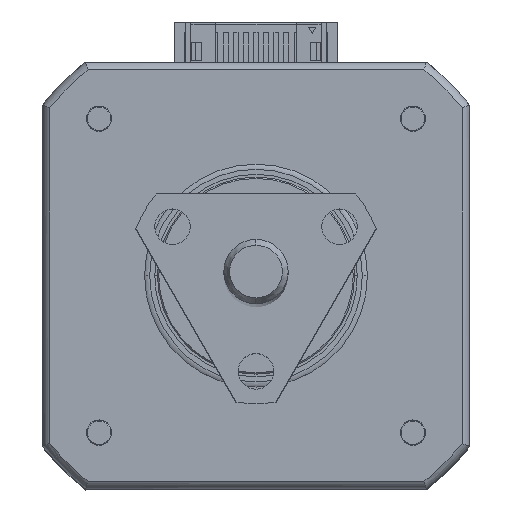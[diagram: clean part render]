
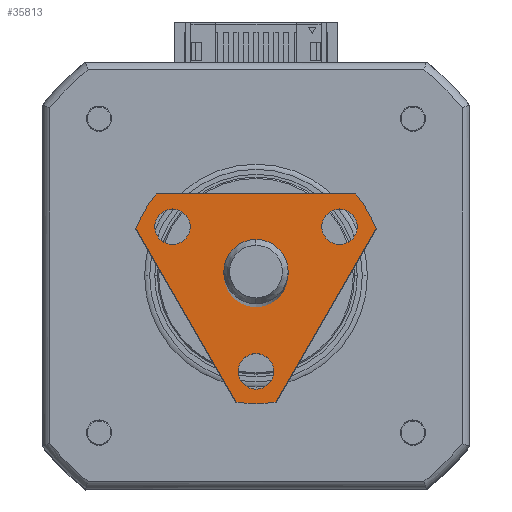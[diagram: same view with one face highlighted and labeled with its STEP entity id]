
A CAD part, top view. The second image highlights one B-rep face of the part: STEP entity #35813.
In plain terms, the highlighted planar face has unit normal (0, 0, 1).
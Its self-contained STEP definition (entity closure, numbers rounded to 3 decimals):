
#25 = ORIENTED_EDGE ( 'NONE', *, *, #21232, .F. ) ;
#86 = AXIS2_PLACEMENT_3D ( 'NONE', #21130, #1526, #23662 ) ;
#443 = DIRECTION ( 'NONE',  ( -1., 0., 0. ) ) ;
#645 = CARTESIAN_POINT ( 'NONE',  ( -3., 0., 34. ) ) ;
#758 = ORIENTED_EDGE ( 'NONE', *, *, #3228, .F. ) ;
#1526 = DIRECTION ( 'NONE',  ( 0., 0., 1. ) ) ;
#1568 = VECTOR ( 'NONE', #23510, 1000. ) ;
#1761 = VERTEX_POINT ( 'NONE', #10625 ) ;
#1871 = CIRCLE ( 'NONE', #12529, 12.7 ) ;
#2113 = ORIENTED_EDGE ( 'NONE', *, *, #2930, .F. ) ;
#2145 = DIRECTION ( 'NONE',  ( 0., 0., 1. ) ) ;
#2537 = EDGE_CURVE ( 'NONE', #24307, #32637, #29354, .T. ) ;
#2930 = EDGE_CURVE ( 'NONE', #32312, #10594, #10753, .T. ) ;
#2946 = VECTOR ( 'NONE', #32203, 1000. ) ;
#2964 = VERTEX_POINT ( 'NONE', #4152 ) ;
#3115 = EDGE_CURVE ( 'NONE', #13731, #27737, #31923, .T. ) ;
#3140 = EDGE_CURVE ( 'NONE', #32637, #24307, #23302, .T. ) ;
#3217 = VERTEX_POINT ( 'NONE', #31849 ) ;
#3228 = EDGE_CURVE ( 'NONE', #27046, #25622, #34487, .T. ) ;
#3536 = CARTESIAN_POINT ( 'NONE',  ( 0., 0., 34. ) ) ;
#3766 = VERTEX_POINT ( 'NONE', #9167 ) ;
#4152 = CARTESIAN_POINT ( 'NONE',  ( -3.012, 8.249, 34. ) ) ;
#4342 = CARTESIAN_POINT ( 'NONE',  ( 0., 0., 34. ) ) ;
#4521 = DIRECTION ( 'NONE',  ( -1., 0., 0. ) ) ;
#5135 = CARTESIAN_POINT ( 'NONE',  ( -8., 0., 34. ) ) ;
#5267 = ORIENTED_EDGE ( 'NONE', *, *, #14931, .F. ) ;
#5288 = CARTESIAN_POINT ( 'NONE',  ( -3.012, -8.249, 34. ) ) ;
#5912 = CARTESIAN_POINT ( 'NONE',  ( 0., 0., 34. ) ) ;
#6176 = AXIS2_PLACEMENT_3D ( 'NONE', #12165, #17628, #443 ) ;
#6434 = AXIS2_PLACEMENT_3D ( 'NONE', #4342, #15678, #9992 ) ;
#6678 = DIRECTION ( 'NONE',  ( 0., 0., -1. ) ) ;
#6930 = CARTESIAN_POINT ( 'NONE',  ( -4.762, -8.249, 34. ) ) ;
#7307 = VERTEX_POINT ( 'NONE', #19982 ) ;
#7388 = CARTESIAN_POINT ( 'NONE',  ( 11.275, 0., 34. ) ) ;
#9167 = CARTESIAN_POINT ( 'NONE',  ( -4.542, 11.86, 34. ) ) ;
#9184 = DIRECTION ( 'NONE',  ( 0., 0., -1. ) ) ;
#9248 = DIRECTION ( 'NONE',  ( 1., 0., 0. ) ) ;
#9301 = VERTEX_POINT ( 'NONE', #35225 ) ;
#9672 = CARTESIAN_POINT ( 'NONE',  ( 0., 0., 34. ) ) ;
#9978 = CIRCLE ( 'NONE', #35616, 3. ) ;
#9992 = DIRECTION ( 'NONE',  ( 1., 0., 0. ) ) ;
#10183 = DIRECTION ( 'NONE',  ( 0., 0., 1. ) ) ;
#10211 = CARTESIAN_POINT ( 'NONE',  ( 7.775, 0., 34. ) ) ;
#10296 = ORIENTED_EDGE ( 'NONE', *, *, #10509, .F. ) ;
#10508 = ORIENTED_EDGE ( 'NONE', *, *, #14663, .F. ) ;
#10509 = EDGE_CURVE ( 'NONE', #24267, #3766, #13346, .T. ) ;
#10594 = VERTEX_POINT ( 'NONE', #12787 ) ;
#10625 = CARTESIAN_POINT ( 'NONE',  ( 12.7, 0., 34. ) ) ;
#10753 = CIRCLE ( 'NONE', #31808, 3. ) ;
#12165 = CARTESIAN_POINT ( 'NONE',  ( -4.762, 8.249, 34. ) ) ;
#12503 = AXIS2_PLACEMENT_3D ( 'NONE', #25856, #23210, #9248 ) ;
#12529 = AXIS2_PLACEMENT_3D ( 'NONE', #3536, #9184, #22910 ) ;
#12787 = CARTESIAN_POINT ( 'NONE',  ( 3., 0., 34. ) ) ;
#12791 = AXIS2_PLACEMENT_3D ( 'NONE', #34724, #10183, #4521 ) ;
#13022 = CIRCLE ( 'NONE', #86, 1.75 ) ;
#13028 = CARTESIAN_POINT ( 'NONE',  ( -4.762, 8.249, 34. ) ) ;
#13034 = AXIS2_PLACEMENT_3D ( 'NONE', #9672, #6678, #29061 ) ;
#13346 = CIRCLE ( 'NONE', #6434, 12.7 ) ;
#13472 = FACE_OUTER_BOUND ( 'NONE', #14936, .T. ) ;
#13731 = VERTEX_POINT ( 'NONE', #5288 ) ;
#13833 = ORIENTED_EDGE ( 'NONE', *, *, #33885, .F. ) ;
#14663 = EDGE_CURVE ( 'NONE', #9301, #24267, #27859, .T. ) ;
#14794 = AXIS2_PLACEMENT_3D ( 'NONE', #13028, #24160, #15801 ) ;
#14852 = ORIENTED_EDGE ( 'NONE', *, *, #21915, .F. ) ;
#14931 = EDGE_CURVE ( 'NONE', #3217, #1761, #1871, .T. ) ;
#14936 = EDGE_LOOP ( 'NONE', ( #25, #10296, #10508, #13833, #758, #26043, #5267 ) ) ;
#14958 = DIRECTION ( 'NONE',  ( 1., 0., 0. ) ) ;
#15255 = DIRECTION ( 'NONE',  ( -1., 0., 0. ) ) ;
#15507 = CARTESIAN_POINT ( 'NONE',  ( 12.542, -1.996, 34. ) ) ;
#15678 = DIRECTION ( 'NONE',  ( 0., 0., -1. ) ) ;
#15801 = DIRECTION ( 'NONE',  ( -1., 0., 0. ) ) ;
#16378 = EDGE_CURVE ( 'NONE', #27737, #13731, #13022, .T. ) ;
#16901 = DIRECTION ( 'NONE',  ( 0., 0., -1. ) ) ;
#17274 = DIRECTION ( 'NONE',  ( 1., 0., 0. ) ) ;
#17371 = CIRCLE ( 'NONE', #21099, 12.7 ) ;
#17628 = DIRECTION ( 'NONE',  ( 0., 0., 1. ) ) ;
#17660 = CARTESIAN_POINT ( 'NONE',  ( 0., 0., 34. ) ) ;
#18259 = FACE_BOUND ( 'NONE', #28318, .T. ) ;
#19982 = CARTESIAN_POINT ( 'NONE',  ( -6.512, 8.249, 34. ) ) ;
#20530 = EDGE_CURVE ( 'NONE', #2964, #7307, #35752, .T. ) ;
#20627 = DIRECTION ( 'NONE',  ( 0., 0., 1. ) ) ;
#21099 = AXIS2_PLACEMENT_3D ( 'NONE', #5912, #16901, #17274 ) ;
#21106 = DIRECTION ( 'NONE',  ( 0., 0., 1. ) ) ;
#21130 = CARTESIAN_POINT ( 'NONE',  ( -4.762, -8.249, 34. ) ) ;
#21232 = EDGE_CURVE ( 'NONE', #3766, #3217, #30985, .T. ) ;
#21742 = CARTESIAN_POINT ( 'NONE',  ( 9.525, 0., 34. ) ) ;
#21915 = EDGE_CURVE ( 'NONE', #10594, #32312, #9978, .T. ) ;
#22910 = DIRECTION ( 'NONE',  ( 1., 0., 0. ) ) ;
#23008 = FACE_BOUND ( 'NONE', #30645, .T. ) ;
#23210 = DIRECTION ( 'NONE',  ( 0., 0., -1. ) ) ;
#23302 = CIRCLE ( 'NONE', #12791, 1.75 ) ;
#23457 = FACE_BOUND ( 'NONE', #30731, .T. ) ;
#23510 = DIRECTION ( 'NONE',  ( 0.866, -0.5, 0. ) ) ;
#23662 = DIRECTION ( 'NONE',  ( -1., 0., 0. ) ) ;
#24160 = DIRECTION ( 'NONE',  ( 0., 0., 1. ) ) ;
#24267 = VERTEX_POINT ( 'NONE', #32593 ) ;
#24307 = VERTEX_POINT ( 'NONE', #10211 ) ;
#24322 = CIRCLE ( 'NONE', #12503, 12.7 ) ;
#24372 = DIRECTION ( 'NONE',  ( -1., 0., 0. ) ) ;
#24587 = CARTESIAN_POINT ( 'NONE',  ( 12.542, -1.996, 34. ) ) ;
#24636 = ORIENTED_EDGE ( 'NONE', *, *, #33413, .F. ) ;
#25441 = ORIENTED_EDGE ( 'NONE', *, *, #2537, .F. ) ;
#25622 = VERTEX_POINT ( 'NONE', #31649 ) ;
#25677 = EDGE_LOOP ( 'NONE', ( #25441, #27139 ) ) ;
#25856 = CARTESIAN_POINT ( 'NONE',  ( 0., 0., 34. ) ) ;
#26043 = ORIENTED_EDGE ( 'NONE', *, *, #33967, .F. ) ;
#26048 = DIRECTION ( 'NONE',  ( 1., 0., 0. ) ) ;
#26061 = VECTOR ( 'NONE', #27291, 1000. ) ;
#26156 = CARTESIAN_POINT ( 'NONE',  ( -4.542, 11.86, 34. ) ) ;
#26498 = ORIENTED_EDGE ( 'NONE', *, *, #16378, .F. ) ;
#27046 = VERTEX_POINT ( 'NONE', #24587 ) ;
#27139 = ORIENTED_EDGE ( 'NONE', *, *, #3140, .F. ) ;
#27291 = DIRECTION ( 'NONE',  ( 0., 1., 0. ) ) ;
#27543 = CIRCLE ( 'NONE', #14794, 1.75 ) ;
#27737 = VERTEX_POINT ( 'NONE', #29017 ) ;
#27859 = LINE ( 'NONE', #5135, #26061 ) ;
#28318 = EDGE_LOOP ( 'NONE', ( #14852, #2113 ) ) ;
#28610 = CARTESIAN_POINT ( 'NONE',  ( 0., 0., 34. ) ) ;
#29017 = CARTESIAN_POINT ( 'NONE',  ( -6.512, -8.249, 34. ) ) ;
#29061 = DIRECTION ( 'NONE',  ( -1., 0., 0. ) ) ;
#29354 = CIRCLE ( 'NONE', #34323, 1.75 ) ;
#29443 = ORIENTED_EDGE ( 'NONE', *, *, #3115, .F. ) ;
#30645 = EDGE_LOOP ( 'NONE', ( #24636, #33810 ) ) ;
#30731 = EDGE_LOOP ( 'NONE', ( #26498, #29443 ) ) ;
#30985 = LINE ( 'NONE', #26156, #1568 ) ;
#31649 = CARTESIAN_POINT ( 'NONE',  ( -4.542, -11.86, 34. ) ) ;
#31666 = FACE_BOUND ( 'NONE', #25677, .T. ) ;
#31808 = AXIS2_PLACEMENT_3D ( 'NONE', #28610, #20627, #26048 ) ;
#31849 = CARTESIAN_POINT ( 'NONE',  ( 12.542, 1.996, 34. ) ) ;
#31923 = CIRCLE ( 'NONE', #35029, 1.75 ) ;
#32203 = DIRECTION ( 'NONE',  ( -0.866, -0.5, 0. ) ) ;
#32312 = VERTEX_POINT ( 'NONE', #645 ) ;
#32593 = CARTESIAN_POINT ( 'NONE',  ( -8., 9.864, 34. ) ) ;
#32637 = VERTEX_POINT ( 'NONE', #7388 ) ;
#33413 = EDGE_CURVE ( 'NONE', #7307, #2964, #27543, .T. ) ;
#33810 = ORIENTED_EDGE ( 'NONE', *, *, #20530, .F. ) ;
#33885 = EDGE_CURVE ( 'NONE', #25622, #9301, #17371, .T. ) ;
#33938 = DIRECTION ( 'NONE',  ( 0., 0., 1. ) ) ;
#33967 = EDGE_CURVE ( 'NONE', #1761, #27046, #24322, .T. ) ;
#34114 = PLANE ( 'NONE',  #13034 ) ;
#34323 = AXIS2_PLACEMENT_3D ( 'NONE', #21742, #2145, #24372 ) ;
#34487 = LINE ( 'NONE', #15507, #2946 ) ;
#34724 = CARTESIAN_POINT ( 'NONE',  ( 9.525, 0., 34. ) ) ;
#35029 = AXIS2_PLACEMENT_3D ( 'NONE', #6930, #21106, #15255 ) ;
#35225 = CARTESIAN_POINT ( 'NONE',  ( -8., -9.864, 34. ) ) ;
#35616 = AXIS2_PLACEMENT_3D ( 'NONE', #17660, #33938, #14958 ) ;
#35752 = CIRCLE ( 'NONE', #6176, 1.75 ) ;
#35813 = ADVANCED_FACE ( 'NONE', ( #18259, #23457, #31666, #23008, #13472 ), #34114, .F. ) ;
